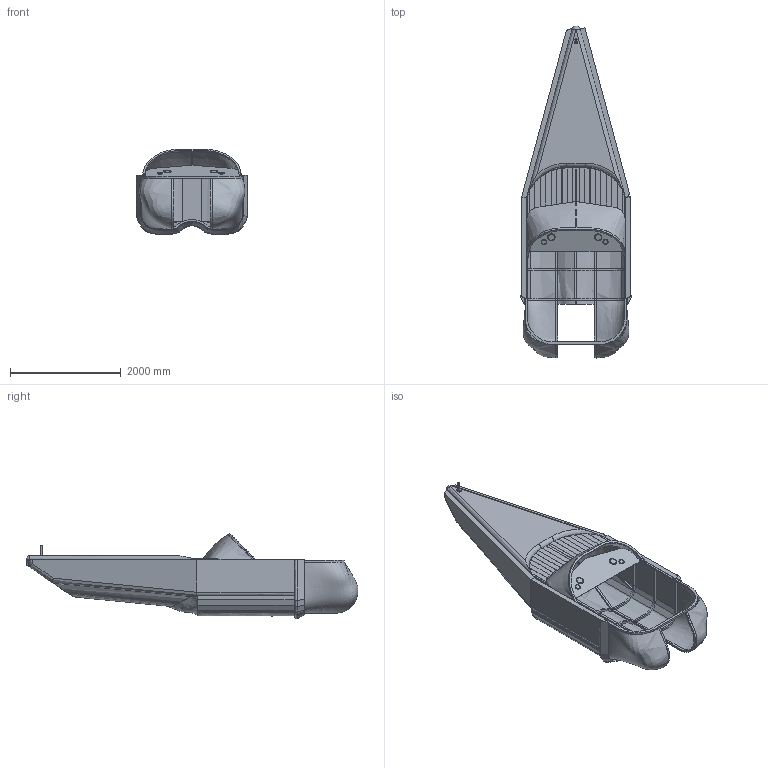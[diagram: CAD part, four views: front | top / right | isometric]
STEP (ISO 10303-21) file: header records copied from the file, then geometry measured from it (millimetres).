
FILE_DESCRIPTION(('FreeCAD Model'),'2;1');
FILE_NAME('Open CASCADE Shape Model','2025-05-03T09:01:53',('FreeCAD'),( 'FreeCAD'),'Open CASCADE STEP processor 7.6','FreeCAD','Unknown');
FILE_SCHEMA(('AUTOMOTIVE_DESIGN { 1 0 10303 214 1 1 1 1 }'));
Products named in the file (1): Open CASCADE STEP translator 7.6 1
Bounding box: 2017.24 x 6007.81 x 1550.71 mm (x, y, z)
Volume: 2418780658.2 mm3; surface area: 51013477.8 mm2
Topology: 53 solids, 54 shells, 654 faces, 1501 edges, 951 vertices
Faces by surface type: bspline 654
Entity records: 212152 total; most frequent: CARTESIAN_POINT 202925, ORIENTED_EDGE 2986, EDGE_CURVE 1497, B_SPLINE_CURVE_WITH_KNOTS 1201, VERTEX_POINT 951, FACE_BOUND 673, EDGE_LOOP 673, ADVANCED_FACE 654
